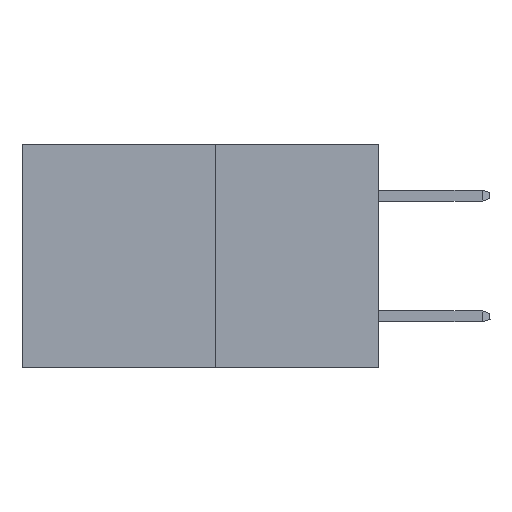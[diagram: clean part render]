
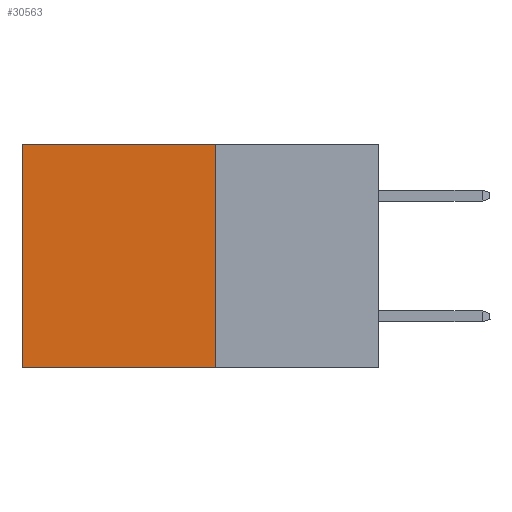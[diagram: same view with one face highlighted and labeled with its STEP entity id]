
A CAD part, left-side view. The second image highlights one B-rep face of the part: STEP entity #30563.
In plain terms, the highlighted planar face has unit normal (-1, 0, 0).
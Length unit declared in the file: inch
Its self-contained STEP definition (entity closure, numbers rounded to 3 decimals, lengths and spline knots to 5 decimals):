
#835 = ORIENTED_EDGE ( 'NONE', *, *, #23414, .F. ) ;
#850 = DIRECTION ( 'NONE',  ( 1., 0., 0. ) ) ;
#2964 = VECTOR ( 'NONE', #7319, 39.37008 ) ;
#4058 = VECTOR ( 'NONE', #5430, 39.37008 ) ;
#4552 = VECTOR ( 'NONE', #20942, 39.37008 ) ;
#5102 = CARTESIAN_POINT ( 'NONE',  ( 0.277, 0.27, -0.37 ) ) ;
#5430 = DIRECTION ( 'NONE',  ( 0., 0., -1. ) ) ;
#5435 = CARTESIAN_POINT ( 'NONE',  ( 0.277, 0.27, -0.37 ) ) ;
#7319 = DIRECTION ( 'NONE',  ( 0., 0., -1. ) ) ;
#7477 = ORIENTED_EDGE ( 'NONE', *, *, #26999, .T. ) ;
#10798 = LINE ( 'NONE', #27937, #4058 ) ;
#10903 = CARTESIAN_POINT ( 'NONE',  ( 0.277, 0.27, 0. ) ) ;
#12723 = CARTESIAN_POINT ( 'NONE',  ( 0.277, 0.27, -0.37 ) ) ;
#13121 = ORIENTED_EDGE ( 'NONE', *, *, #14572, .T. ) ;
#13583 = PLANE ( 'NONE',  #23219 ) ;
#13727 = VERTEX_POINT ( 'NONE', #32019 ) ;
#14229 = VERTEX_POINT ( 'NONE', #26840 ) ;
#14572 = EDGE_CURVE ( 'NONE', #13727, #14229, #10798, .T. ) ;
#14994 = FACE_OUTER_BOUND ( 'NONE', #20491, .T. ) ;
#15994 = CARTESIAN_POINT ( 'NONE',  ( 0.277, 0.27, 0. ) ) ;
#17432 = VERTEX_POINT ( 'NONE', #15994 ) ;
#18015 = LINE ( 'NONE', #10903, #4552 ) ;
#18655 = DIRECTION ( 'NONE',  ( 0., 0., -1. ) ) ;
#19451 = EDGE_CURVE ( 'NONE', #17432, #19527, #29918, .T. ) ;
#19527 = VERTEX_POINT ( 'NONE', #5435 ) ;
#20337 = DIRECTION ( 'NONE',  ( 0., 1., 0. ) ) ;
#20491 = EDGE_LOOP ( 'NONE', ( #13121, #835, #32022, #7477 ) ) ;
#20942 = DIRECTION ( 'NONE',  ( 0., 1., 0. ) ) ;
#23219 = AXIS2_PLACEMENT_3D ( 'NONE', #31224, #850, #18655 ) ;
#23414 = EDGE_CURVE ( 'NONE', #19527, #14229, #30445, .T. ) ;
#23738 = VECTOR ( 'NONE', #20337, 39.37008 ) ;
#26840 = CARTESIAN_POINT ( 'NONE',  ( 0.277, 0.59, -0.37 ) ) ;
#26999 = EDGE_CURVE ( 'NONE', #17432, #13727, #18015, .T. ) ;
#27937 = CARTESIAN_POINT ( 'NONE',  ( 0.277, 0.59, -0.37 ) ) ;
#29918 = LINE ( 'NONE', #5102, #2964 ) ;
#30445 = LINE ( 'NONE', #12723, #23738 ) ;
#30563 = ADVANCED_FACE ( 'NONE', ( #14994 ), #13583, .F. ) ;
#31224 = CARTESIAN_POINT ( 'NONE',  ( 0.277, 0.27, -0.37 ) ) ;
#32019 = CARTESIAN_POINT ( 'NONE',  ( 0.277, 0.59, 0. ) ) ;
#32022 = ORIENTED_EDGE ( 'NONE', *, *, #19451, .F. ) ;
